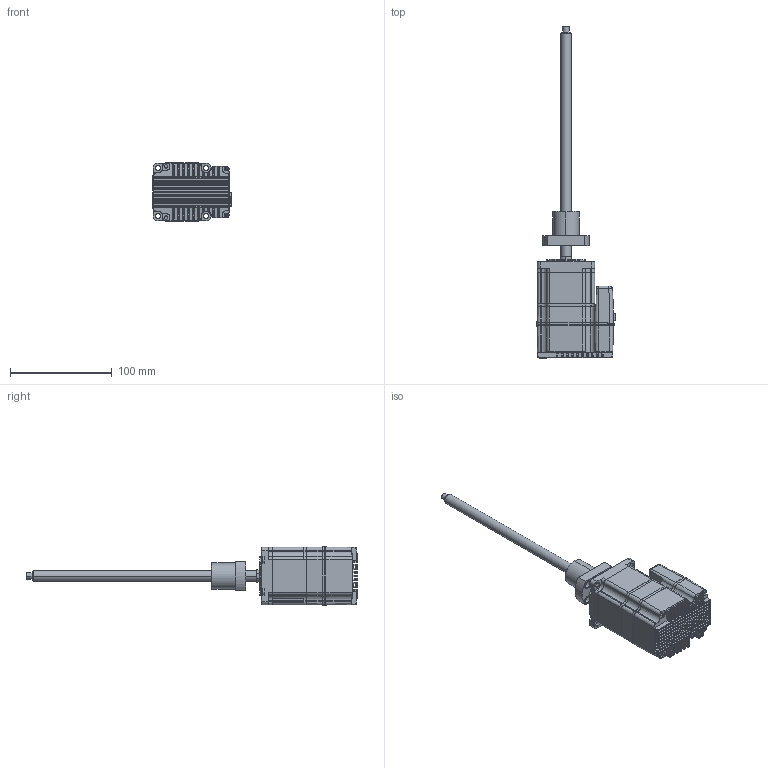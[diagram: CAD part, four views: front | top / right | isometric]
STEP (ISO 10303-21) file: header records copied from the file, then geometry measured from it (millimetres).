
FILE_DESCRIPTION (( 'STEP AP203' ), '1' );
FILE_NAME ('TSM23Q-2RG-B1004-225-AK2-S.STEP', '2019-11-13T05:59:17', ( 'Sky123.Org' ), ( 'Sky123.Org' ), 'SwSTEP 2.0', 'SolidWorks 2014', '' );
FILE_SCHEMA (( 'CONFIG_CONTROL_DESIGN' ));
Length unit declared in the file: millimetre
Products named in the file (1): TSM23Q-2RG-B1004-225-AK2-S
Bounding box: 76.76 x 326.15 x 57.09 mm (x, y, z)
Surface area: 60899.9 mm2 (no closed solid volume)
Topology: 0 solids, 28 shells, 923 faces, 3202 edges, 2267 vertices
Faces by surface type: plane 404, cylinder 292, bspline 167, cone 50, sphere 10
Entity records: 41008 total; most frequent: CARTESIAN_POINT 14762, ORIENTED_EDGE 5354, DIRECTION 4993, EDGE_CURVE 3196, VERTEX_POINT 2263, AXIS2_PLACEMENT_3D 1667, LINE 1659, VECTOR 1659
